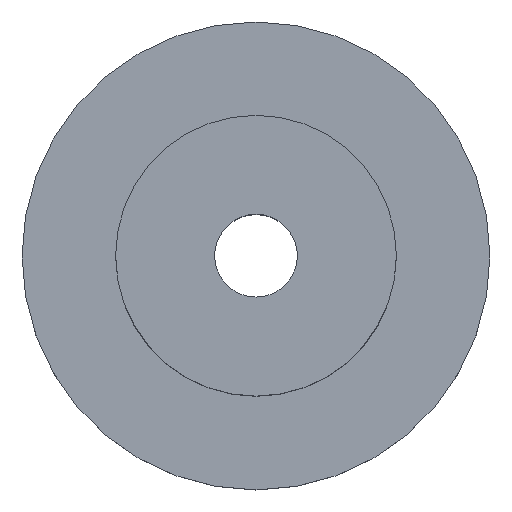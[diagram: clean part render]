
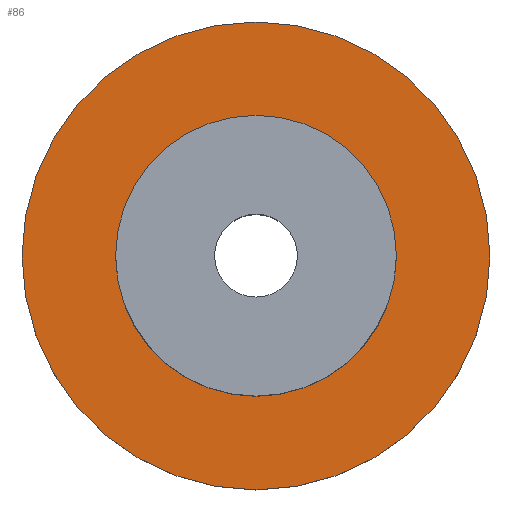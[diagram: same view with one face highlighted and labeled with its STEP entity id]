
A CAD part, top view. The second image highlights one B-rep face of the part: STEP entity #86.
In plain terms, the highlighted planar face has unit normal (0, 0, 1).
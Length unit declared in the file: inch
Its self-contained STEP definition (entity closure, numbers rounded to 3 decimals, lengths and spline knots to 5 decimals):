
#15=FACE_BOUND('',#30,.T.);
#18=PLANE('',#110);
#23=FACE_OUTER_BOUND('',#29,.T.);
#29=EDGE_LOOP('',(#71));
#30=EDGE_LOOP('',(#72));
#44=CIRCLE('',#108,0.625);
#46=CIRCLE('',#111,0.375);
#50=VERTEX_POINT('',#153);
#52=VERTEX_POINT('',#159);
#57=EDGE_CURVE('',#50,#50,#44,.T.);
#60=EDGE_CURVE('',#52,#52,#46,.T.);
#71=ORIENTED_EDGE('',*,*,#57,.T.);
#72=ORIENTED_EDGE('',*,*,#60,.F.);
#86=ADVANCED_FACE('',(#23,#15),#18,.T.);
#108=AXIS2_PLACEMENT_3D('',#154,#127,#128);
#110=AXIS2_PLACEMENT_3D('',#158,#132,#133);
#111=AXIS2_PLACEMENT_3D('',#160,#134,#135);
#127=DIRECTION('center_axis',(0.,0.,1.));
#128=DIRECTION('ref_axis',(-1.,0.,0.));
#132=DIRECTION('center_axis',(0.,0.,1.));
#133=DIRECTION('ref_axis',(-1.,0.,0.));
#134=DIRECTION('center_axis',(0.,0.,1.));
#135=DIRECTION('ref_axis',(-1.,0.,0.));
#153=CARTESIAN_POINT('',(-1.875,-7.5,-0.20079));
#154=CARTESIAN_POINT('Origin',(-2.5,-7.5,-0.20079));
#158=CARTESIAN_POINT('Origin',(-2.5,-7.5,-0.20079));
#159=CARTESIAN_POINT('',(-2.125,-7.5,-0.20079));
#160=CARTESIAN_POINT('Origin',(-2.5,-7.5,-0.20079));
